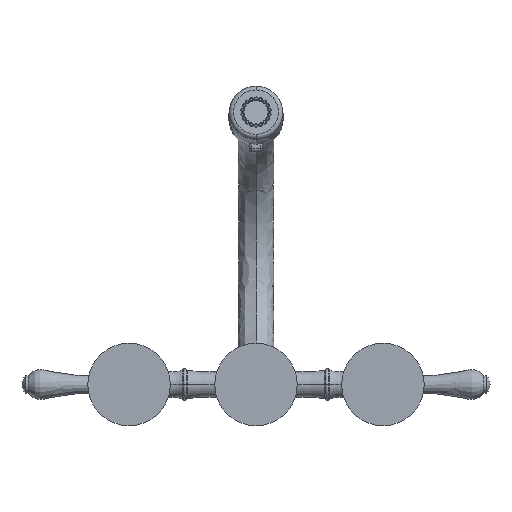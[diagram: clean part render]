
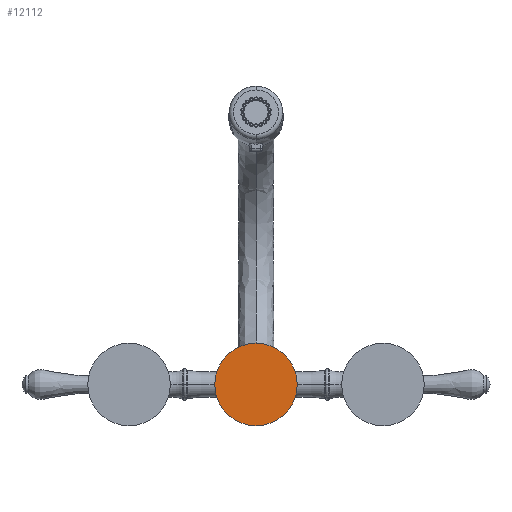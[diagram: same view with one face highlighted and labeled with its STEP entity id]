
A CAD part, front view. The second image highlights one B-rep face of the part: STEP entity #12112.
In plain terms, the highlighted planar face has unit normal (0, -1, 0).
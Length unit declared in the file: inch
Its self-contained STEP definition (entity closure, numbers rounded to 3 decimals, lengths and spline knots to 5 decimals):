
#595=CARTESIAN_POINT('',(0.,-2.9706,0.));
#596=DIRECTION('',(0.,-1.,0.));
#597=DIRECTION('',(1.,0.,0.));
#598=AXIS2_PLACEMENT_3D('',#595,#596,#597);
#608=CARTESIAN_POINT('',(0.,-2.9706,0.));
#609=DIRECTION('',(0.,1.,0.));
#610=DIRECTION('',(1.,0.,0.));
#611=AXIS2_PLACEMENT_3D('',#608,#609,#610);
#10084=CARTESIAN_POINT('',(1.3,-2.9706,0.));
#10086=VERTEX_POINT('',#10084);
#10098=CARTESIAN_POINT('',(-1.3,-2.9706,0.));
#10100=VERTEX_POINT('',#10098);
#12103=CARTESIAN_POINT('',(0.,-2.9706,0.));
#12104=DIRECTION('',(0.,-1.,0.));
#12105=DIRECTION('',(-1.,0.,0.));
#12106=AXIS2_PLACEMENT_3D('',#12103,#12104,#12105);
#12107=PLANE('',#12106);
#12108=ORIENTED_EDGE('',*,*,#12082,.F.);
#12109=ORIENTED_EDGE('',*,*,#12098,.T.);
#12110=EDGE_LOOP('',(#12108,#12109));
#12111=FACE_OUTER_BOUND('',#12110,.F.);
#12112=ADVANCED_FACE('',(#12111),#12107,.T.);
#599=CIRCLE('',#598,1.3);
#612=CIRCLE('',#611,1.3);
#12082=EDGE_CURVE('',#10086,#10100,#599,.T.);
#12098=EDGE_CURVE('',#10086,#10100,#612,.T.);
